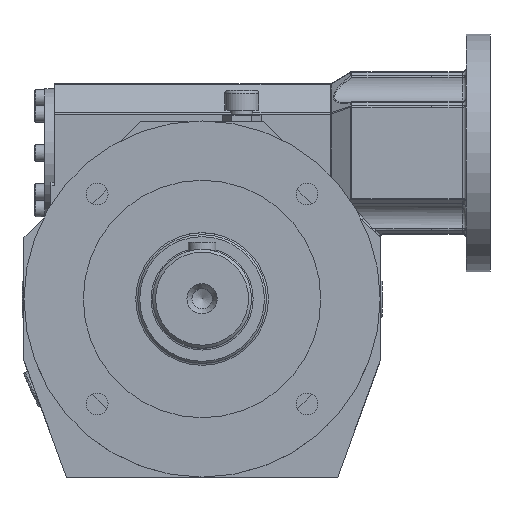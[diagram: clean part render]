
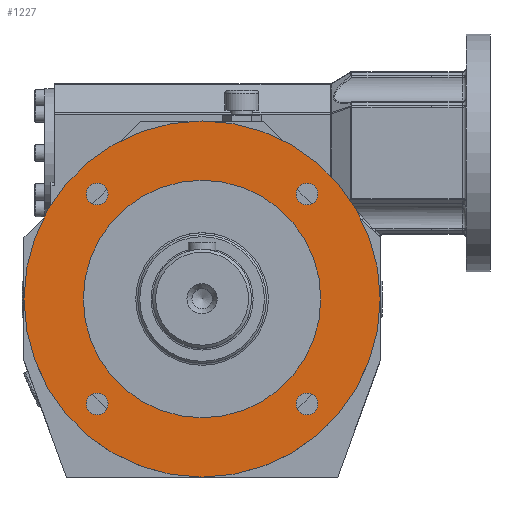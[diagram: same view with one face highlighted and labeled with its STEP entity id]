
A CAD part, top view. The second image highlights one B-rep face of the part: STEP entity #1227.
In plain terms, the highlighted planar face has unit normal (0, 0, 1).
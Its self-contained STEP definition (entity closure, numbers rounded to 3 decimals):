
#1227 = ADVANCED_FACE( '', ( #3067, #3068, #3069, #3070, #3071, #3072 ), #3073, .T. );
#3067 = FACE_OUTER_BOUND( '', #7119, .T. );
#3068 = FACE_BOUND( '', #7120, .T. );
#3069 = FACE_BOUND( '', #7121, .T. );
#3070 = FACE_BOUND( '', #7122, .T. );
#3071 = FACE_BOUND( '', #7123, .T. );
#3072 = FACE_BOUND( '', #7124, .T. );
#3073 = PLANE( '', #7125 );
#7119 = EDGE_LOOP( '', ( #15961 ) );
#7120 = EDGE_LOOP( '', ( #15962 ) );
#7121 = EDGE_LOOP( '', ( #15963 ) );
#7122 = EDGE_LOOP( '', ( #15964 ) );
#7123 = EDGE_LOOP( '', ( #15965 ) );
#7124 = EDGE_LOOP( '', ( #15966 ) );
#7125 = AXIS2_PLACEMENT_3D( '', #15967, #15968, #15969 );
#15961 = ORIENTED_EDGE( '', *, *, #20058, .F. );
#15962 = ORIENTED_EDGE( '', *, *, #20730, .T. );
#15963 = ORIENTED_EDGE( '', *, *, #20110, .F. );
#15964 = ORIENTED_EDGE( '', *, *, #19793, .F. );
#15965 = ORIENTED_EDGE( '', *, *, #20731, .F. );
#15966 = ORIENTED_EDGE( '', *, *, #20732, .F. );
#15967 = CARTESIAN_POINT( '', ( 58.976, -74.583, 171. ) );
#15968 = DIRECTION( '', ( 0., 0., 1. ) );
#15969 = DIRECTION( '', ( 0., -1., 0. ) );
#19793 = EDGE_CURVE( '', #21866, #21866, #21867, .T. );
#20058 = EDGE_CURVE( '', #22320, #22320, #22321, .T. );
#20110 = EDGE_CURVE( '', #22410, #22410, #22411, .T. );
#20730 = EDGE_CURVE( '', #23411, #23411, #23412, .T. );
#20731 = EDGE_CURVE( '', #23413, #23413, #23414, .T. );
#20732 = EDGE_CURVE( '', #23415, #23415, #23416, .T. );
#21866 = VERTEX_POINT( '', #24970 );
#21867 = CIRCLE( '', #24971, 5.5 );
#22320 = VERTEX_POINT( '', #26992 );
#22321 = CIRCLE( '', #26993, 90. );
#22410 = VERTEX_POINT( '', #27327 );
#22411 = CIRCLE( '', #27328, 5.5 );
#23411 = VERTEX_POINT( '', #32498 );
#23412 = CIRCLE( '', #32499, 60. );
#23413 = VERTEX_POINT( '', #32500 );
#23414 = CIRCLE( '', #32501, 5.5 );
#23415 = VERTEX_POINT( '', #32502 );
#23416 = CIRCLE( '', #32503, 5.5 );
#24970 = CARTESIAN_POINT( '', ( 0.443, -52.616, 171. ) );
#24971 = AXIS2_PLACEMENT_3D( '', #40014, #40015, #40016 );
#26992 = CARTESIAN_POINT( '', ( 58.976, -89.583, 171. ) );
#26993 = AXIS2_PLACEMENT_3D( '', #40310, #40311, #40312 );
#27327 = CARTESIAN_POINT( '', ( 5.943, 58.95, 171. ) );
#27328 = AXIS2_PLACEMENT_3D( '', #40366, #40367, #40368 );
#32498 = CARTESIAN_POINT( '', ( 58.976, -59.583, 171. ) );
#32499 = AXIS2_PLACEMENT_3D( '', #40998, #40999, #41000 );
#32500 = CARTESIAN_POINT( '', ( 112.009, -58.116, 171. ) );
#32501 = AXIS2_PLACEMENT_3D( '', #41001, #41002, #41003 );
#32502 = CARTESIAN_POINT( '', ( 117.509, 53.45, 171. ) );
#32503 = AXIS2_PLACEMENT_3D( '', #41004, #41005, #41006 );
#40014 = CARTESIAN_POINT( '', ( 5.943, -52.616, 171. ) );
#40015 = DIRECTION( '', ( 0., 0., 1. ) );
#40016 = DIRECTION( '', ( -1., 0., 0. ) );
#40310 = CARTESIAN_POINT( '', ( 58.976, 0.417, 171. ) );
#40311 = DIRECTION( '', ( 0., 0., -1. ) );
#40312 = DIRECTION( '', ( 0., -1., 0. ) );
#40366 = CARTESIAN_POINT( '', ( 5.943, 53.45, 171. ) );
#40367 = DIRECTION( '', ( 0., 0., 1. ) );
#40368 = DIRECTION( '', ( 0., 1., 0. ) );
#40998 = CARTESIAN_POINT( '', ( 58.976, 0.417, 171. ) );
#40999 = DIRECTION( '', ( 0., 0., -1. ) );
#41000 = DIRECTION( '', ( 0., -1., 0. ) );
#41001 = CARTESIAN_POINT( '', ( 112.009, -52.616, 171. ) );
#41002 = DIRECTION( '', ( 0., 0., 1. ) );
#41003 = DIRECTION( '', ( 0., -1., 0. ) );
#41004 = CARTESIAN_POINT( '', ( 112.009, 53.45, 171. ) );
#41005 = DIRECTION( '', ( 0., 0., 1. ) );
#41006 = DIRECTION( '', ( 1., 0., 0. ) );
